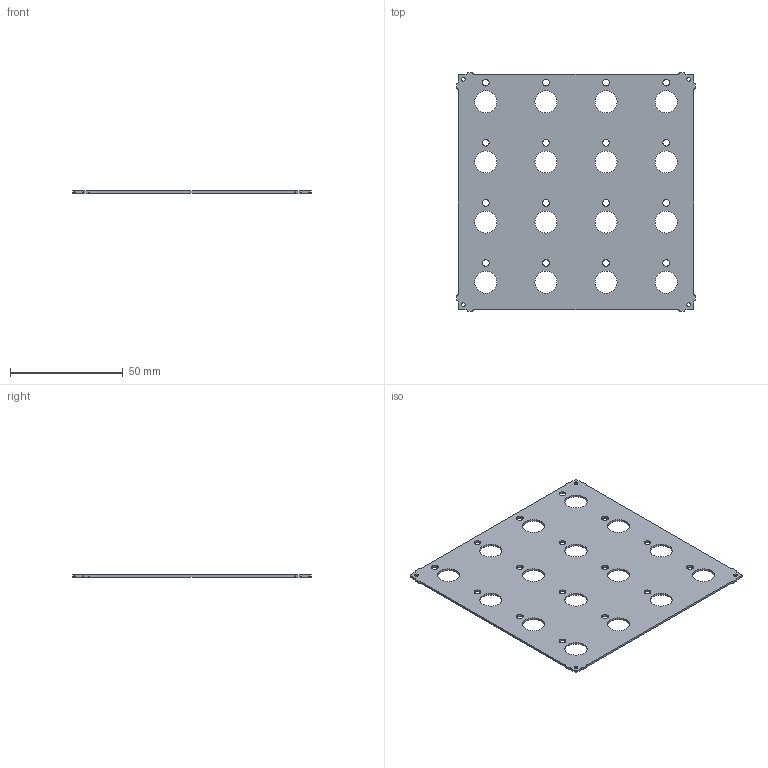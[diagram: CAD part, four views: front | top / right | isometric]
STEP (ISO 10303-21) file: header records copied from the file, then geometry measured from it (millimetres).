
FILE_DESCRIPTION(('KiCad electronic assembly'),'2;1');
FILE_NAME('FP-BU16-MIDIGRADE-3D.step','2025-05-16T06:51:27',('Pcbnew'),( 'Kicad'),'Open CASCADE STEP processor 7.6','KiCad to STEP converter' ,'Unknown');
FILE_SCHEMA(('AUTOMOTIVE_DESIGN { 1 0 10303 214 1 1 1 1 }'));
Length unit declared in the file: millimetre
Products named in the file (2): FP-BU16-MIDIGRADE-3D 1; kibot_brw7c57u_PCB
Assembly tree (1 placements, depth 2):
  FP-BU16-MIDIGRADE-3D 1
    kibot_brw7c57u_PCB
Bounding box: 105.6 x 105.6 x 0.91 mm (x, y, z)
Volume: 8710.5 mm3; surface area: 20132.6 mm2
Topology: 1 solids, 1 shells, 142 faces, 420 edges, 280 vertices
Faces by surface type: cylinder 104, plane 38
Full cylindrical faces by diameter (mm): 1.75 x4
Entity records: 5033 total; most frequent: DIRECTION 916, CARTESIAN_POINT 844, ORIENTED_EDGE 840, EDGE_CURVE 420, AXIS2_PLACEMENT_3D 352, VERTEX_POINT 280, FACE_BOUND 214, EDGE_LOOP 214
